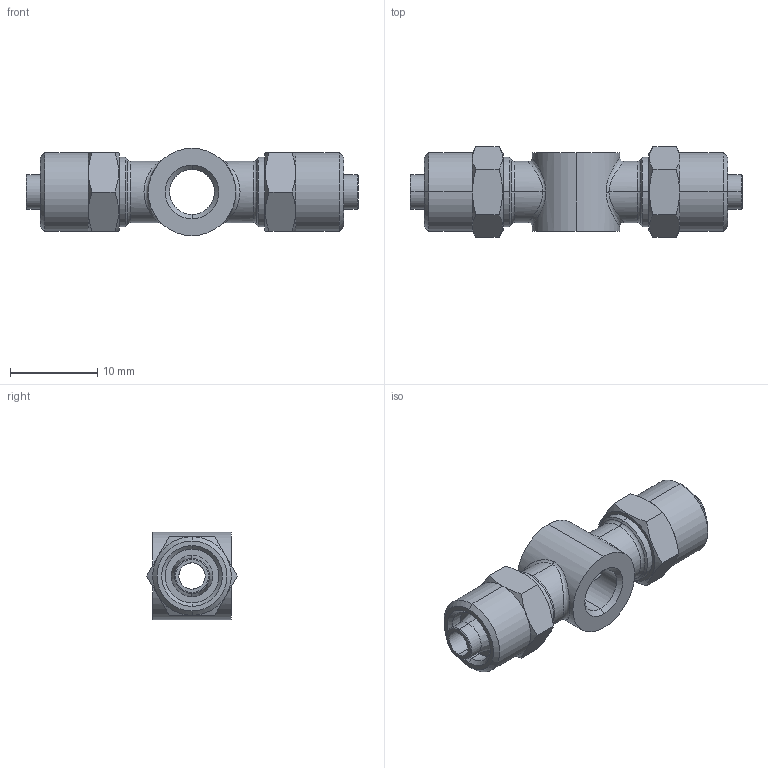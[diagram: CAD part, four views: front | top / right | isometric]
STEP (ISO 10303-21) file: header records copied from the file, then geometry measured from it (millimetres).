
FILE_DESCRIPTION (( 'STEP AP203' ), '1' );
FILE_NAME ('02140030.STEP', '2011-09-30T09:24:01', ( '' ), ( 'sopra-pneumatic' ), 'SwSTEP 2.0', 'SolidWorks 2011', '' );
FILE_SCHEMA (( 'CONFIG_CONTROL_DESIGN' ));
Length unit declared in the file: millimetre
Products named in the file (1): 02140030
Bounding box: 38 x 10.39 x 10 mm (x, y, z)
Volume: 1755.9 mm3; surface area: 1738.8 mm2
Topology: 1 solids, 1 shells, 98 faces, 216 edges, 128 vertices
Faces by surface type: cone 36, cylinder 28, plane 22, torus 8, bspline 4
Entity records: 3667 total; most frequent: CARTESIAN_POINT 1477, DIRECTION 446, ORIENTED_EDGE 432, EDGE_CURVE 216, AXIS2_PLACEMENT_3D 191, VERTEX_POINT 128, EDGE_LOOP 112, FACE_OUTER_BOUND 98
